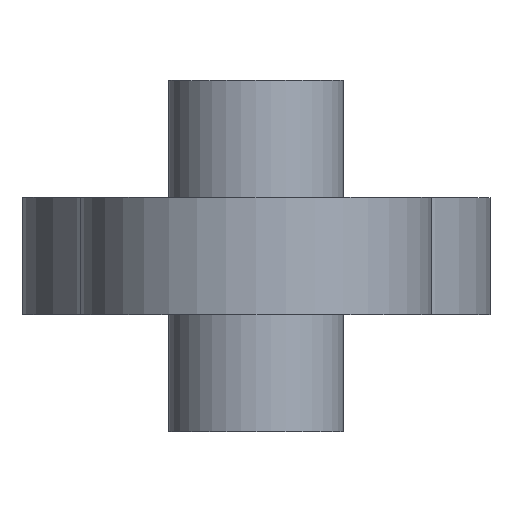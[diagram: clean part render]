
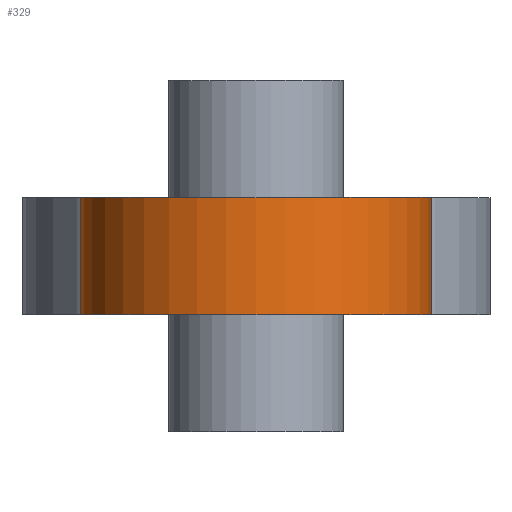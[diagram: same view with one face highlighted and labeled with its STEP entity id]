
A CAD part, left-side view. The second image highlights one B-rep face of the part: STEP entity #329.
In plain terms, the highlighted cylindrical face has radius 1.5 mm (diameter 3 mm), a partial arc.
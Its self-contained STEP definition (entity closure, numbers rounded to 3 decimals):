
#51=FACE_OUTER_BOUND('',#76,.T.);
#76=EDGE_LOOP('',(#278,#279,#280,#281));
#90=LINE('',#540,#112);
#96=LINE('',#552,#118);
#112=VECTOR('',#434,10.);
#118=VECTOR('',#444,10.);
#144=CIRCLE('',#388,1.5);
#145=CIRCLE('',#390,1.5);
#159=VERTEX_POINT('',#537);
#160=VERTEX_POINT('',#539);
#163=VERTEX_POINT('',#549);
#164=VERTEX_POINT('',#551);
#190=EDGE_CURVE('',#160,#159,#90,.T.);
#196=EDGE_CURVE('',#163,#164,#96,.T.);
#212=EDGE_CURVE('',#163,#160,#144,.T.);
#213=EDGE_CURVE('',#159,#164,#145,.T.);
#278=ORIENTED_EDGE('',*,*,#213,.T.);
#279=ORIENTED_EDGE('',*,*,#196,.F.);
#280=ORIENTED_EDGE('',*,*,#212,.T.);
#281=ORIENTED_EDGE('',*,*,#190,.T.);
#309=CYLINDRICAL_SURFACE('',#389,1.5);
#329=ADVANCED_FACE('',(#51),#309,.T.);
#388=AXIS2_PLACEMENT_3D('',#586,#487,#488);
#389=AXIS2_PLACEMENT_3D('',#587,#489,#490);
#390=AXIS2_PLACEMENT_3D('',#588,#491,#492);
#434=DIRECTION('',(0.,0.,1.));
#444=DIRECTION('',(0.,0.,1.));
#487=DIRECTION('center_axis',(0.,0.,1.));
#488=DIRECTION('ref_axis',(0.745,0.667,0.));
#489=DIRECTION('center_axis',(0.,0.,1.));
#490=DIRECTION('ref_axis',(-1.,0.,0.));
#491=DIRECTION('center_axis',(0.,0.,-1.));
#492=DIRECTION('ref_axis',(0.745,0.667,0.));
#537=CARTESIAN_POINT('',(-23.882,-1.,0.5));
#539=CARTESIAN_POINT('',(-23.882,-1.,-0.5));
#540=CARTESIAN_POINT('',(-23.882,-1.,0.));
#549=CARTESIAN_POINT('',(-23.882,1.,-0.5));
#551=CARTESIAN_POINT('',(-23.882,1.,0.5));
#552=CARTESIAN_POINT('',(-23.882,1.,0.));
#586=CARTESIAN_POINT('Origin',(-25.,0.,-0.5));
#587=CARTESIAN_POINT('Origin',(-25.,0.,0.));
#588=CARTESIAN_POINT('Origin',(-25.,0.,0.5));
